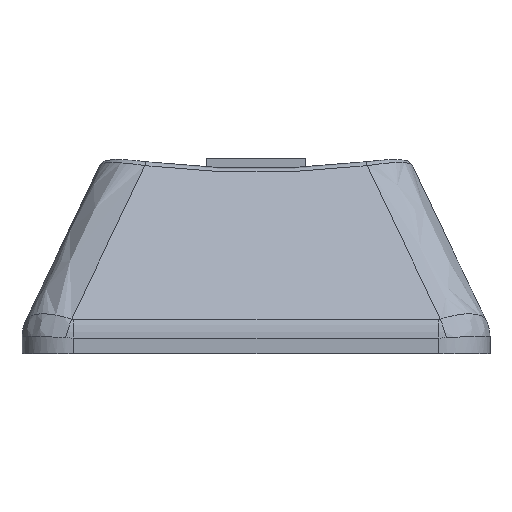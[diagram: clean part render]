
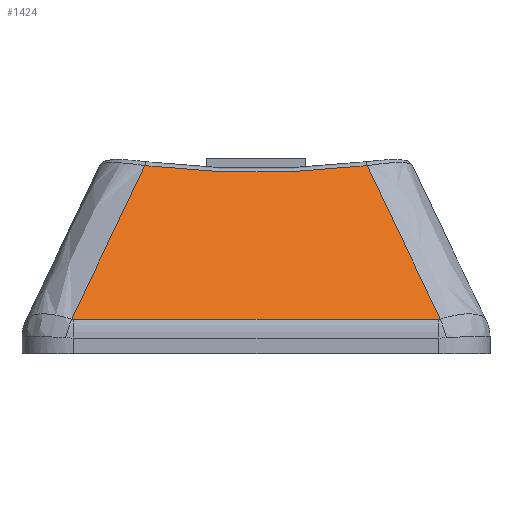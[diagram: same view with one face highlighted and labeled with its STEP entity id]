
A CAD part, front view. The second image highlights one B-rep face of the part: STEP entity #1424.
In plain terms, the highlighted planar face has unit normal (0, -0.877, 0.48).
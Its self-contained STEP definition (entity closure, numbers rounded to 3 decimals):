
#111=PLANE('',#1524);
#134=ELLIPSE('',#1502,1.042,0.5);
#136=ELLIPSE('',#1506,1.042,0.5);
#169=LINE('',#2841,#238);
#238=VECTOR('',#1658,10.);
#329=FACE_OUTER_BOUND('',#413,.T.);
#413=EDGE_LOOP('',(#1187,#1188,#1189,#1190,#1191,#1192));
#527=B_SPLINE_CURVE_WITH_KNOTS('',3,(#3003,#3004,#3005,#3006),
 .UNSPECIFIED.,.F.,.F.,(4,4),(-0.778,-0.042),
 .UNSPECIFIED.);
#529=B_SPLINE_CURVE_WITH_KNOTS('',3,(#3034,#3035,#3036,#3037),
 .UNSPECIFIED.,.F.,.F.,(4,4),(-0.865,0.),.UNSPECIFIED.);
#533=B_SPLINE_CURVE_WITH_KNOTS('',3,(#3255,#3256,#3257,#3258),
 .UNSPECIFIED.,.F.,.F.,(4,4),(0.042,0.778),
 .UNSPECIFIED.);
#625=VERTEX_POINT('',#2420);
#648=VERTEX_POINT('',#2800);
#650=VERTEX_POINT('',#2831);
#652=VERTEX_POINT('',#2837);
#665=VERTEX_POINT('',#3002);
#666=VERTEX_POINT('',#3033);
#825=EDGE_CURVE('',#648,#650,#134,.T.);
#828=EDGE_CURVE('',#650,#652,#169,.T.);
#830=EDGE_CURVE('',#652,#625,#136,.T.);
#851=EDGE_CURVE('',#625,#665,#527,.T.);
#854=EDGE_CURVE('',#665,#666,#529,.T.);
#865=EDGE_CURVE('',#666,#648,#533,.T.);
#1187=ORIENTED_EDGE('',*,*,#825,.F.);
#1188=ORIENTED_EDGE('',*,*,#865,.F.);
#1189=ORIENTED_EDGE('',*,*,#854,.F.);
#1190=ORIENTED_EDGE('',*,*,#851,.F.);
#1191=ORIENTED_EDGE('',*,*,#830,.F.);
#1192=ORIENTED_EDGE('',*,*,#828,.F.);
#1424=ADVANCED_FACE('',(#329),#111,.T.);
#1502=AXIS2_PLACEMENT_3D('',#2835,#1651,#1652);
#1506=AXIS2_PLACEMENT_3D('',#2859,#1661,#1662);
#1524=AXIS2_PLACEMENT_3D('',#3259,#1705,#1706);
#1651=DIRECTION('center_axis',(0.,0.877,-0.48));
#1652=DIRECTION('ref_axis',(0.,-0.48,-0.877));
#1658=DIRECTION('',(-1.,0.,0.));
#1661=DIRECTION('center_axis',(0.,0.877,-0.48));
#1662=DIRECTION('ref_axis',(0.,-0.48,-0.877));
#1705=DIRECTION('center_axis',(0.,-0.877,
0.48));
#1706=DIRECTION('ref_axis',(0.,-0.48,-0.877));
#2420=CARTESIAN_POINT('',(-7.157,-8.891,0.347));
#2800=CARTESIAN_POINT('',(7.157,-8.891,0.347));
#2831=CARTESIAN_POINT('',(7.081,-8.897,0.336));
#2835=CARTESIAN_POINT('Origin',(7.081,-8.397,1.251));
#2837=CARTESIAN_POINT('',(-7.08,-8.897,0.336));
#2841=CARTESIAN_POINT('',(7.525,-8.897,0.336));
#2859=CARTESIAN_POINT('Origin',(-7.08,-8.397,1.251));
#3002=CARTESIAN_POINT('',(-4.311,-5.632,6.306));
#3003=CARTESIAN_POINT('Ctrl Pts',(-7.157,-8.891,0.347));
#3004=CARTESIAN_POINT('Ctrl Pts',(-6.213,-7.804,2.335));
#3005=CARTESIAN_POINT('Ctrl Pts',(-5.266,-6.717,4.322));
#3006=CARTESIAN_POINT('Ctrl Pts',(-4.311,-5.632,6.306));
#3033=CARTESIAN_POINT('',(4.311,-5.632,6.306));
#3034=CARTESIAN_POINT('Ctrl Pts',(-4.311,-5.632,6.306));
#3035=CARTESIAN_POINT('Ctrl Pts',(-1.455,-5.82,5.963));
#3036=CARTESIAN_POINT('Ctrl Pts',(1.455,-5.82,5.963));
#3037=CARTESIAN_POINT('Ctrl Pts',(4.311,-5.632,6.306));
#3255=CARTESIAN_POINT('Ctrl Pts',(4.311,-5.632,6.306));
#3256=CARTESIAN_POINT('Ctrl Pts',(5.266,-6.717,4.322));
#3257=CARTESIAN_POINT('Ctrl Pts',(6.213,-7.804,2.335));
#3258=CARTESIAN_POINT('Ctrl Pts',(7.157,-8.891,0.347));
#3259=CARTESIAN_POINT('Origin',(5.969,-5.402,6.727));
